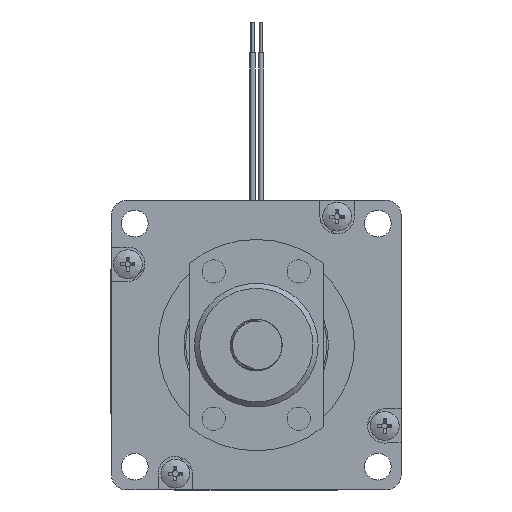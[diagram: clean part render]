
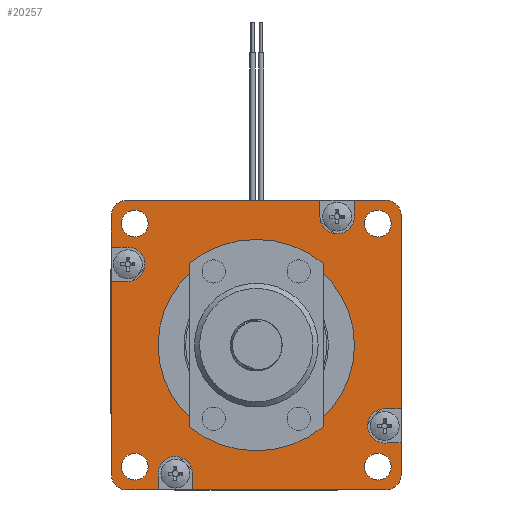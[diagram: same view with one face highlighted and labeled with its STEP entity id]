
A CAD part, left-side view. The second image highlights one B-rep face of the part: STEP entity #20257.
In plain terms, the highlighted face is planar.
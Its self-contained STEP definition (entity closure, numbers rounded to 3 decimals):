
#194=LINE('',#30886,#1861);
#195=LINE('',#30888,#1862);
#196=LINE('',#30892,#1863);
#197=LINE('',#30894,#1864);
#198=LINE('',#30898,#1865);
#199=LINE('',#30900,#1866);
#200=LINE('',#30904,#1867);
#201=LINE('',#30906,#1868);
#202=LINE('',#30910,#1869);
#203=LINE('',#30912,#1870);
#204=LINE('',#30916,#1871);
#205=LINE('',#30918,#1872);
#206=LINE('',#30922,#1873);
#207=LINE('',#30924,#1874);
#208=LINE('',#30928,#1875);
#209=LINE('',#30929,#1876);
#1861=VECTOR('',#24062,3.185);
#1862=VECTOR('',#24063,37.453);
#1863=VECTOR('',#24066,6.122);
#1864=VECTOR('',#24067,2.688);
#1865=VECTOR('',#24070,3.185);
#1866=VECTOR('',#24071,37.453);
#1867=VECTOR('',#24074,6.122);
#1868=VECTOR('',#24075,2.688);
#1869=VECTOR('',#24078,3.185);
#1870=VECTOR('',#24079,37.453);
#1871=VECTOR('',#24082,6.122);
#1872=VECTOR('',#24083,2.688);
#1873=VECTOR('',#24086,3.185);
#1874=VECTOR('',#24087,37.453);
#1875=VECTOR('',#24090,6.122);
#1876=VECTOR('',#24091,2.688);
#3702=PLANE('',#21432);
#4141=FACE_BOUND('',#5508,.T.);
#4142=FACE_BOUND('',#5509,.T.);
#4143=FACE_BOUND('',#5510,.T.);
#4144=FACE_BOUND('',#5511,.T.);
#4145=FACE_BOUND('',#5512,.T.);
#4370=FACE_OUTER_BOUND('',#5507,.T.);
#5507=EDGE_LOOP('',(#13457,#13458,#13459,#13460,#13461,#13462,#13463,#13464,
#13465,#13466,#13467,#13468,#13469,#13470,#13471,#13472,#13473,#13474,#13475,
#13476,#13477,#13478,#13479,#13480));
#5508=EDGE_LOOP('',(#13481));
#5509=EDGE_LOOP('',(#13482));
#5510=EDGE_LOOP('',(#13483));
#5511=EDGE_LOOP('',(#13484));
#5512=EDGE_LOOP('',(#13485));
#6867=CIRCLE('',#21433,3.331);
#6868=CIRCLE('',#21434,3.);
#6869=CIRCLE('',#21435,3.331);
#6870=CIRCLE('',#21436,3.);
#6871=CIRCLE('',#21437,3.331);
#6872=CIRCLE('',#21438,3.);
#6873=CIRCLE('',#21439,3.331);
#6874=CIRCLE('',#21440,3.);
#6875=CIRCLE('',#21441,2.6);
#6876=CIRCLE('',#21442,2.6);
#6877=CIRCLE('',#21443,2.6);
#6878=CIRCLE('',#21444,2.6);
#6879=CIRCLE('',#21445,19.05);
#8268=VERTEX_POINT('',#30882);
#8269=VERTEX_POINT('',#30883);
#8270=VERTEX_POINT('',#30885);
#8271=VERTEX_POINT('',#30887);
#8272=VERTEX_POINT('',#30889);
#8273=VERTEX_POINT('',#30891);
#8274=VERTEX_POINT('',#30893);
#8275=VERTEX_POINT('',#30895);
#8276=VERTEX_POINT('',#30897);
#8277=VERTEX_POINT('',#30899);
#8278=VERTEX_POINT('',#30901);
#8279=VERTEX_POINT('',#30903);
#8280=VERTEX_POINT('',#30905);
#8281=VERTEX_POINT('',#30907);
#8282=VERTEX_POINT('',#30909);
#8283=VERTEX_POINT('',#30911);
#8284=VERTEX_POINT('',#30913);
#8285=VERTEX_POINT('',#30915);
#8286=VERTEX_POINT('',#30917);
#8287=VERTEX_POINT('',#30919);
#8288=VERTEX_POINT('',#30921);
#8289=VERTEX_POINT('',#30923);
#8290=VERTEX_POINT('',#30925);
#8291=VERTEX_POINT('',#30927);
#8292=VERTEX_POINT('',#30930);
#8293=VERTEX_POINT('',#30932);
#8294=VERTEX_POINT('',#30934);
#8295=VERTEX_POINT('',#30936);
#8296=VERTEX_POINT('',#30938);
#10378=EDGE_CURVE('',#8268,#8269,#6867,.T.);
#10379=EDGE_CURVE('',#8270,#8268,#194,.T.);
#10380=EDGE_CURVE('',#8270,#8271,#195,.T.);
#10381=EDGE_CURVE('',#8271,#8272,#6868,.T.);
#10382=EDGE_CURVE('',#8272,#8273,#196,.T.);
#10383=EDGE_CURVE('',#8274,#8273,#197,.T.);
#10384=EDGE_CURVE('',#8275,#8274,#6869,.T.);
#10385=EDGE_CURVE('',#8276,#8275,#198,.T.);
#10386=EDGE_CURVE('',#8276,#8277,#199,.T.);
#10387=EDGE_CURVE('',#8277,#8278,#6870,.T.);
#10388=EDGE_CURVE('',#8278,#8279,#200,.T.);
#10389=EDGE_CURVE('',#8280,#8279,#201,.T.);
#10390=EDGE_CURVE('',#8281,#8280,#6871,.T.);
#10391=EDGE_CURVE('',#8282,#8281,#202,.T.);
#10392=EDGE_CURVE('',#8282,#8283,#203,.T.);
#10393=EDGE_CURVE('',#8283,#8284,#6872,.T.);
#10394=EDGE_CURVE('',#8284,#8285,#204,.T.);
#10395=EDGE_CURVE('',#8286,#8285,#205,.T.);
#10396=EDGE_CURVE('',#8287,#8286,#6873,.T.);
#10397=EDGE_CURVE('',#8288,#8287,#206,.T.);
#10398=EDGE_CURVE('',#8288,#8289,#207,.T.);
#10399=EDGE_CURVE('',#8289,#8290,#6874,.T.);
#10400=EDGE_CURVE('',#8290,#8291,#208,.T.);
#10401=EDGE_CURVE('',#8269,#8291,#209,.T.);
#10402=EDGE_CURVE('',#8292,#8292,#6875,.T.);
#10403=EDGE_CURVE('',#8293,#8293,#6876,.T.);
#10404=EDGE_CURVE('',#8294,#8294,#6877,.T.);
#10405=EDGE_CURVE('',#8295,#8295,#6878,.T.);
#10406=EDGE_CURVE('',#8296,#8296,#6879,.F.);
#13457=ORIENTED_EDGE('',*,*,#10378,.F.);
#13458=ORIENTED_EDGE('',*,*,#10379,.F.);
#13459=ORIENTED_EDGE('',*,*,#10380,.T.);
#13460=ORIENTED_EDGE('',*,*,#10381,.T.);
#13461=ORIENTED_EDGE('',*,*,#10382,.T.);
#13462=ORIENTED_EDGE('',*,*,#10383,.F.);
#13463=ORIENTED_EDGE('',*,*,#10384,.F.);
#13464=ORIENTED_EDGE('',*,*,#10385,.F.);
#13465=ORIENTED_EDGE('',*,*,#10386,.T.);
#13466=ORIENTED_EDGE('',*,*,#10387,.T.);
#13467=ORIENTED_EDGE('',*,*,#10388,.T.);
#13468=ORIENTED_EDGE('',*,*,#10389,.F.);
#13469=ORIENTED_EDGE('',*,*,#10390,.F.);
#13470=ORIENTED_EDGE('',*,*,#10391,.F.);
#13471=ORIENTED_EDGE('',*,*,#10392,.T.);
#13472=ORIENTED_EDGE('',*,*,#10393,.T.);
#13473=ORIENTED_EDGE('',*,*,#10394,.T.);
#13474=ORIENTED_EDGE('',*,*,#10395,.F.);
#13475=ORIENTED_EDGE('',*,*,#10396,.F.);
#13476=ORIENTED_EDGE('',*,*,#10397,.F.);
#13477=ORIENTED_EDGE('',*,*,#10398,.T.);
#13478=ORIENTED_EDGE('',*,*,#10399,.T.);
#13479=ORIENTED_EDGE('',*,*,#10400,.T.);
#13480=ORIENTED_EDGE('',*,*,#10401,.F.);
#13481=ORIENTED_EDGE('',*,*,#10402,.F.);
#13482=ORIENTED_EDGE('',*,*,#10403,.F.);
#13483=ORIENTED_EDGE('',*,*,#10404,.F.);
#13484=ORIENTED_EDGE('',*,*,#10405,.F.);
#13485=ORIENTED_EDGE('',*,*,#10406,.F.);
#20257=ADVANCED_FACE('',(#4370,#4141,#4142,#4143,#4144,#4145),#3702,.F.);
#21432=AXIS2_PLACEMENT_3D('',#30881,#24058,#24059);
#21433=AXIS2_PLACEMENT_3D('',#30884,#24060,#24061);
#21434=AXIS2_PLACEMENT_3D('',#30890,#24064,#24065);
#21435=AXIS2_PLACEMENT_3D('',#30896,#24068,#24069);
#21436=AXIS2_PLACEMENT_3D('',#30902,#24072,#24073);
#21437=AXIS2_PLACEMENT_3D('',#30908,#24076,#24077);
#21438=AXIS2_PLACEMENT_3D('',#30914,#24080,#24081);
#21439=AXIS2_PLACEMENT_3D('',#30920,#24084,#24085);
#21440=AXIS2_PLACEMENT_3D('',#30926,#24088,#24089);
#21441=AXIS2_PLACEMENT_3D('',#30931,#24092,#24093);
#21442=AXIS2_PLACEMENT_3D('',#30933,#24094,#24095);
#21443=AXIS2_PLACEMENT_3D('',#30935,#24096,#24097);
#21444=AXIS2_PLACEMENT_3D('',#30937,#24098,#24099);
#21445=AXIS2_PLACEMENT_3D('',#30939,#24100,#24101);
#24058=DIRECTION('center_axis',(0.,-1.,0.));
#24059=DIRECTION('ref_axis',(0.,0.,-1.));
#24060=DIRECTION('center_axis',(0.,1.,0.));
#24061=DIRECTION('ref_axis',(-1.,0.,0.));
#24062=DIRECTION('',(-1.,0.,0.));
#24063=DIRECTION('',(0.,0.,-1.));
#24064=DIRECTION('center_axis',(0.,1.,0.));
#24065=DIRECTION('ref_axis',(0.,0.,1.));
#24066=DIRECTION('',(-1.,0.,0.));
#24067=DIRECTION('',(0.,0.,-1.));
#24068=DIRECTION('center_axis',(0.,1.,0.));
#24069=DIRECTION('ref_axis',(0.,0.,1.));
#24070=DIRECTION('',(0.,0.,1.));
#24071=DIRECTION('',(-1.,0.,0.));
#24072=DIRECTION('center_axis',(0.,1.,0.));
#24073=DIRECTION('ref_axis',(0.,0.,-1.));
#24074=DIRECTION('',(0.,0.,1.));
#24075=DIRECTION('',(-1.,0.,0.));
#24076=DIRECTION('center_axis',(0.,1.,0.));
#24077=DIRECTION('ref_axis',(1.,0.,0.));
#24078=DIRECTION('',(1.,0.,0.));
#24079=DIRECTION('',(0.,0.,1.));
#24080=DIRECTION('center_axis',(0.,1.,0.));
#24081=DIRECTION('ref_axis',(0.,0.,1.));
#24082=DIRECTION('',(1.,0.,0.));
#24083=DIRECTION('',(0.,0.,1.));
#24084=DIRECTION('center_axis',(0.,1.,0.));
#24085=DIRECTION('ref_axis',(0.,0.,-1.));
#24086=DIRECTION('',(0.,0.,-1.));
#24087=DIRECTION('',(1.,0.,0.));
#24088=DIRECTION('center_axis',(0.,1.,0.));
#24089=DIRECTION('ref_axis',(0.,0.,1.));
#24090=DIRECTION('',(0.,0.,-1.));
#24091=DIRECTION('',(1.,0.,0.));
#24092=DIRECTION('center_axis',(0.,1.,0.));
#24093=DIRECTION('ref_axis',(0.,0.,1.));
#24094=DIRECTION('center_axis',(0.,1.,0.));
#24095=DIRECTION('ref_axis',(0.,0.,-1.));
#24096=DIRECTION('center_axis',(0.,1.,0.));
#24097=DIRECTION('ref_axis',(0.,0.,1.));
#24098=DIRECTION('center_axis',(0.,1.,0.));
#24099=DIRECTION('ref_axis',(0.,0.,-1.));
#24100=DIRECTION('center_axis',(0.,-1.,0.));
#24101=DIRECTION('ref_axis',(0.,0.,-1.));
#30881=CARTESIAN_POINT('Origin',(-25.1,5.1,-25.1));
#30882=CARTESIAN_POINT('',(24.915,5.1,12.353));
#30883=CARTESIAN_POINT('',(25.412,5.1,18.978));
#30884=CARTESIAN_POINT('Origin',(24.915,5.1,15.684));
#30885=CARTESIAN_POINT('',(28.1,5.1,12.353));
#30886=CARTESIAN_POINT('',(28.1,5.1,12.353));
#30887=CARTESIAN_POINT('',(28.1,5.1,-25.1));
#30888=CARTESIAN_POINT('',(28.1,5.1,12.353));
#30889=CARTESIAN_POINT('',(25.1,5.1,-28.1));
#30890=CARTESIAN_POINT('Origin',(25.1,5.1,-25.1));
#30891=CARTESIAN_POINT('',(18.978,5.1,-28.1));
#30892=CARTESIAN_POINT('',(25.1,5.1,-28.1));
#30893=CARTESIAN_POINT('',(18.978,5.1,-25.412));
#30894=CARTESIAN_POINT('',(18.978,5.1,-25.412));
#30895=CARTESIAN_POINT('',(12.353,5.1,-24.915));
#30896=CARTESIAN_POINT('Origin',(15.684,5.1,-24.915));
#30897=CARTESIAN_POINT('',(12.353,5.1,-28.1));
#30898=CARTESIAN_POINT('',(12.353,5.1,-28.1));
#30899=CARTESIAN_POINT('',(-25.1,5.1,-28.1));
#30900=CARTESIAN_POINT('',(12.353,5.1,-28.1));
#30901=CARTESIAN_POINT('',(-28.1,5.1,-25.1));
#30902=CARTESIAN_POINT('Origin',(-25.1,5.1,-25.1));
#30903=CARTESIAN_POINT('',(-28.1,5.1,-18.978));
#30904=CARTESIAN_POINT('',(-28.1,5.1,-25.1));
#30905=CARTESIAN_POINT('',(-25.412,5.1,-18.978));
#30906=CARTESIAN_POINT('',(-25.412,5.1,-18.978));
#30907=CARTESIAN_POINT('',(-24.915,5.1,-12.353));
#30908=CARTESIAN_POINT('Origin',(-24.915,5.1,-15.684));
#30909=CARTESIAN_POINT('',(-28.1,5.1,-12.353));
#30910=CARTESIAN_POINT('',(-28.1,5.1,-12.353));
#30911=CARTESIAN_POINT('',(-28.1,5.1,25.1));
#30912=CARTESIAN_POINT('',(-28.1,5.1,-12.353));
#30913=CARTESIAN_POINT('',(-25.1,5.1,28.1));
#30914=CARTESIAN_POINT('Origin',(-25.1,5.1,25.1));
#30915=CARTESIAN_POINT('',(-18.978,5.1,28.1));
#30916=CARTESIAN_POINT('',(-25.1,5.1,28.1));
#30917=CARTESIAN_POINT('',(-18.978,5.1,25.412));
#30918=CARTESIAN_POINT('',(-18.978,5.1,25.412));
#30919=CARTESIAN_POINT('',(-12.353,5.1,24.915));
#30920=CARTESIAN_POINT('Origin',(-15.684,5.1,24.915));
#30921=CARTESIAN_POINT('',(-12.353,5.1,28.1));
#30922=CARTESIAN_POINT('',(-12.353,5.1,28.1));
#30923=CARTESIAN_POINT('',(25.1,5.1,28.1));
#30924=CARTESIAN_POINT('',(-12.353,5.1,28.1));
#30925=CARTESIAN_POINT('',(28.1,5.1,25.1));
#30926=CARTESIAN_POINT('Origin',(25.1,5.1,25.1));
#30927=CARTESIAN_POINT('',(28.1,5.1,18.978));
#30928=CARTESIAN_POINT('',(28.1,5.1,25.1));
#30929=CARTESIAN_POINT('',(25.412,5.1,18.978));
#30930=CARTESIAN_POINT('',(-23.57,5.1,-20.97));
#30931=CARTESIAN_POINT('Origin',(-23.57,5.1,-23.57));
#30932=CARTESIAN_POINT('',(23.57,5.1,-26.17));
#30933=CARTESIAN_POINT('Origin',(23.57,5.1,-23.57));
#30934=CARTESIAN_POINT('',(23.57,5.1,26.17));
#30935=CARTESIAN_POINT('Origin',(23.57,5.1,23.57));
#30936=CARTESIAN_POINT('',(-23.57,5.1,20.97));
#30937=CARTESIAN_POINT('Origin',(-23.57,5.1,23.57));
#30938=CARTESIAN_POINT('',(0.,5.1,-19.05));
#30939=CARTESIAN_POINT('Origin',(0.,5.1,0.));
